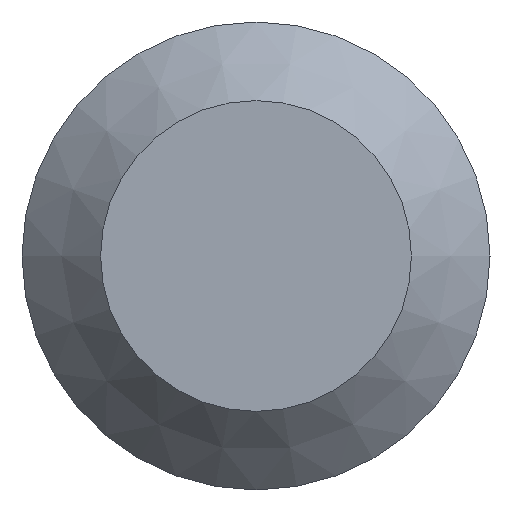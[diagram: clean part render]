
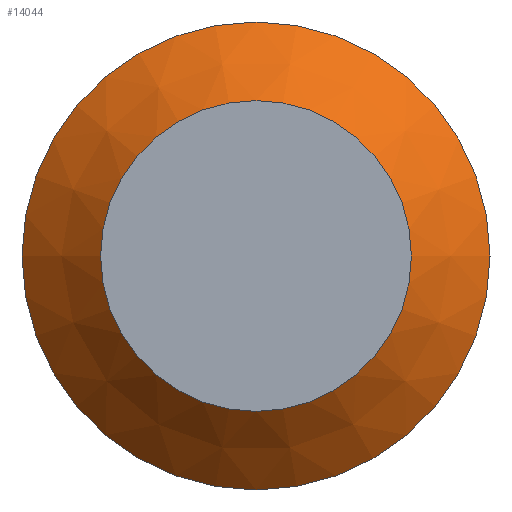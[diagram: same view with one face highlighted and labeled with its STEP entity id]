
A CAD part, left-side view. The second image highlights one B-rep face of the part: STEP entity #14044.
In plain terms, the highlighted conical face has half-angle 45 degrees and reference radius 3.32 mm.
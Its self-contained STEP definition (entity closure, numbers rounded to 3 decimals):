
#964 = AXIS2_PLACEMENT_3D ( 'NONE', #2197, #5188, #2473 ) ;
#1293 = DIRECTION ( 'NONE',  ( 0., 1., 0. ) ) ;
#1358 = DIRECTION ( 'NONE',  ( 1., 0., 0. ) ) ;
#2197 = CARTESIAN_POINT ( 'NONE',  ( 0., 0., 0. ) ) ;
#2239 = EDGE_CURVE ( 'NONE', #9851, #9851, #14953, .T. ) ;
#2273 = EDGE_LOOP ( 'NONE', ( #12825 ) ) ;
#2473 = DIRECTION ( 'NONE',  ( 0., -1., 0. ) ) ;
#2744 = CARTESIAN_POINT ( 'NONE',  ( 0., 0., 0. ) ) ;
#4184 = ORIENTED_EDGE ( 'NONE', *, *, #2239, .T. ) ;
#4765 = CARTESIAN_POINT ( 'NONE',  ( 1.68, 0., 0. ) ) ;
#5188 = DIRECTION ( 'NONE',  ( -1., 0., 0. ) ) ;
#6432 = CARTESIAN_POINT ( 'NONE',  ( 1.68, -5., 0. ) ) ;
#7274 = DIRECTION ( 'NONE',  ( 0., -1., 0. ) ) ;
#7293 = EDGE_LOOP ( 'NONE', ( #4184 ) ) ;
#8006 = CARTESIAN_POINT ( 'NONE',  ( 0., -3.32, 0. ) ) ;
#9586 = AXIS2_PLACEMENT_3D ( 'NONE', #4765, #12469, #7274 ) ;
#9661 = FACE_BOUND ( 'NONE', #2273, .T. ) ;
#9851 = VERTEX_POINT ( 'NONE', #6432 ) ;
#11308 = CONICAL_SURFACE ( 'NONE', #14114, 3.32, 0.785 ) ;
#12469 = DIRECTION ( 'NONE',  ( -1., 0., 0. ) ) ;
#12825 = ORIENTED_EDGE ( 'NONE', *, *, #13475, .F. ) ;
#13475 = EDGE_CURVE ( 'NONE', #15081, #15081, #14100, .T. ) ;
#14044 = ADVANCED_FACE ( 'NONE', ( #16544, #9661 ), #11308, .T. ) ;
#14100 = CIRCLE ( 'NONE', #964, 3.32 ) ;
#14114 = AXIS2_PLACEMENT_3D ( 'NONE', #2744, #1358, #1293 ) ;
#14953 = CIRCLE ( 'NONE', #9586, 5. ) ;
#15081 = VERTEX_POINT ( 'NONE', #8006 ) ;
#16544 = FACE_OUTER_BOUND ( 'NONE', #7293, .T. ) ;
